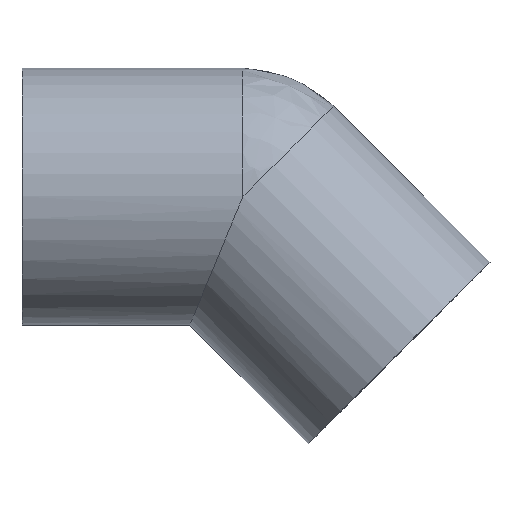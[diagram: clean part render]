
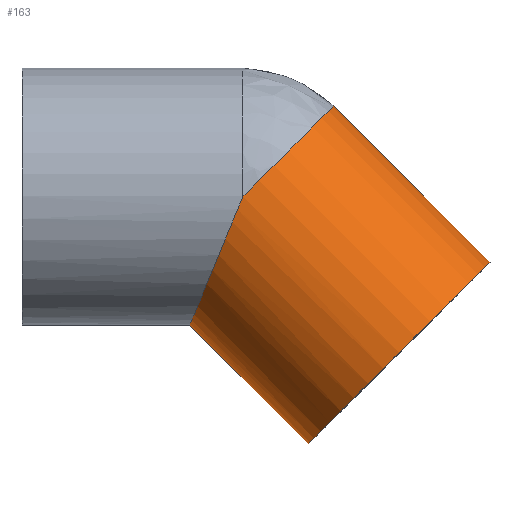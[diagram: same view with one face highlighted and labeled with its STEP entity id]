
A CAD part, top view. The second image highlights one B-rep face of the part: STEP entity #163.
In plain terms, the highlighted cylindrical face has radius 100 mm (diameter 200 mm), a partial arc.
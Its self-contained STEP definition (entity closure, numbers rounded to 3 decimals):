
#85 = EDGE_CURVE( '', #103, #115, #219, .T. );
#103 = VERTEX_POINT( '', #240 );
#111 = EDGE_CURVE( '', #159, #103, #248, .T. );
#115 = VERTEX_POINT( '', #252 );
#159 = VERTEX_POINT( '', #302 );
#161 = EDGE_CURVE( '', #167, #189, #304, .T. );
#163 = ADVANCED_FACE( '', ( #306 ), #307, .T. );
#167 = VERTEX_POINT( '', #311 );
#181 = EDGE_CURVE( '', #167, #159, #325, .T. );
#189 = VERTEX_POINT( '', #335 );
#193 = EDGE_CURVE( '', #189, #115, #340, .T. );
#219 = LINE( '', #359, #360 );
#240 = CARTESIAN_POINT( '', ( 364.333, -50.912, 0. ) );
#248 = CIRCLE( '', #397, 100. );
#252 = CARTESIAN_POINT( '', ( 242.711, 70.711, 0. ) );
#302 = CARTESIAN_POINT( '', ( 222.912, -192.333, 0. ) );
#304 = ELLIPSE( '', #470, 108.239, 100. );
#306 = FACE_OUTER_BOUND( '', #472, .T. );
#307 = CYLINDRICAL_SURFACE( '', #473, 100. );
#311 = CARTESIAN_POINT( '', ( 130.579, -100., 0. ) );
#325 = LINE( '', #495, #496 );
#335 = CARTESIAN_POINT( '', ( 172., 0., 100. ) );
#340 = CIRCLE( '', #512, 100. );
#359 = CARTESIAN_POINT( '', ( 303.522, 9.899, 0. ) );
#360 = VECTOR( '', #525, 1. );
#397 = AXIS2_PLACEMENT_3D( '', #569, #570, #571 );
#470 = AXIS2_PLACEMENT_3D( '', #642, #643, #644 );
#472 = EDGE_LOOP( '', ( #646, #647, #648, #649, #650 ) );
#473 = AXIS2_PLACEMENT_3D( '', #651, #652, #653 );
#495 = CARTESIAN_POINT( '', ( 162.101, -131.522, 0. ) );
#496 = VECTOR( '', #662, 1. );
#512 = AXIS2_PLACEMENT_3D( '', #680, #681, #682 );
#525 = DIRECTION( '', ( -0.707, 0.707, 0. ) );
#569 = CARTESIAN_POINT( '', ( 293.622, -121.622, 0. ) );
#570 = DIRECTION( '', ( -0.707, 0.707, 0. ) );
#571 = DIRECTION( '', ( 0.707, 0.707, 0. ) );
#642 = CARTESIAN_POINT( '', ( 172., 0., 0. ) );
#643 = DIRECTION( '', ( -0.924, 0.383, 0. ) );
#644 = DIRECTION( '', ( 0.383, 0.924, 0. ) );
#646 = ORIENTED_EDGE( '', *, *, #85, .T. );
#647 = ORIENTED_EDGE( '', *, *, #193, .F. );
#648 = ORIENTED_EDGE( '', *, *, #161, .F. );
#649 = ORIENTED_EDGE( '', *, *, #181, .T. );
#650 = ORIENTED_EDGE( '', *, *, #111, .T. );
#651 = CARTESIAN_POINT( '', ( 232.811, -60.811, 0. ) );
#652 = DIRECTION( '', ( 0.707, -0.707, 0. ) );
#653 = DIRECTION( '', ( 0.707, 0.707, 0. ) );
#662 = DIRECTION( '', ( 0.707, -0.707, 0. ) );
#680 = CARTESIAN_POINT( '', ( 172., 0., 0. ) );
#681 = DIRECTION( '', ( -0.707, 0.707, 0. ) );
#682 = DIRECTION( '', ( 0.707, 0.707, 0. ) );
